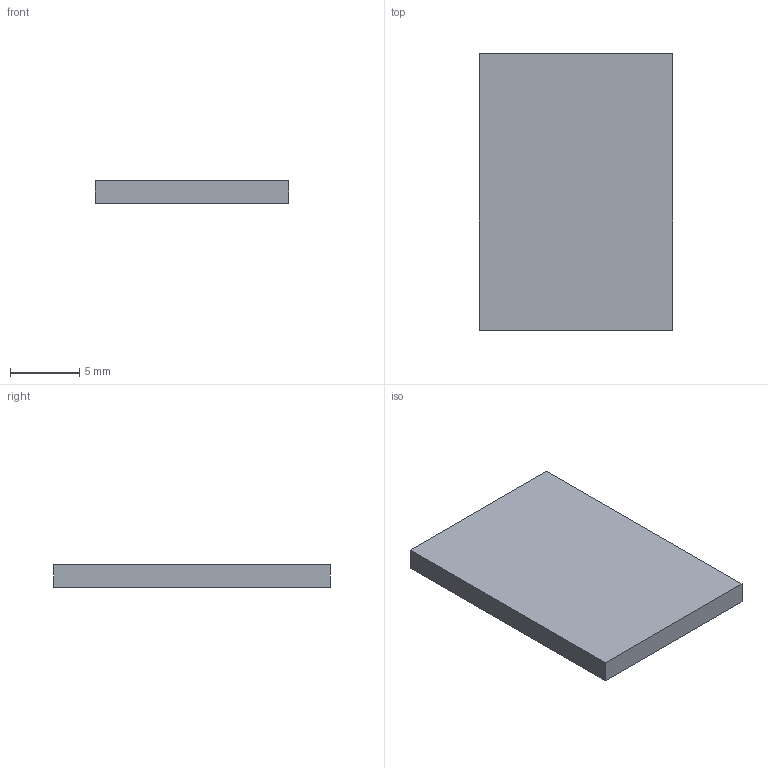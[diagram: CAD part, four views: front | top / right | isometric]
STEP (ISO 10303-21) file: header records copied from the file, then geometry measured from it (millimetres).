
FILE_DESCRIPTION(('FreeCAD Model'),'2;1');
FILE_NAME('ledAdapter.step', '2020-09-25T14:16:32',('Author'),(''), 'Open CASCADE STEP processor 7.3','FreeCAD','Unknown');
FILE_SCHEMA(('AUTOMOTIVE_DESIGN { 1 0 10303 214 1 1 1 1 }'));
Length unit declared in the file: millimetre
Products named in the file (6): DiodeAdapterSmd; Board_Geoms_4f40; Local_CS_4f40; Pcb_4f40; PCB_Sketch_4f40; Step_Models_4f40
Assembly tree (5 placements, depth 3):
  DiodeAdapterSmd
    Board_Geoms_4f40
      Local_CS_4f40
      Pcb_4f40
      PCB_Sketch_4f40
    Step_Models_4f40
Bounding box: 14 x 20 x 1.6 mm (x, y, z)
Volume: 448 mm3; surface area: 668.8 mm2
Topology: 1 solids, 1 shells, 6 faces, 16 edges, 16 vertices
Faces by surface type: plane 6
Entity records: 307 total; most frequent: CARTESIAN_POINT 44, DIRECTION 40, ORIENTED_EDGE 24, LINE 16, VECTOR 16, AXIS2_PLACEMENT_3D 12, EDGE_CURVE 12, PRODUCT_DEFINITION_SHAPE 11
